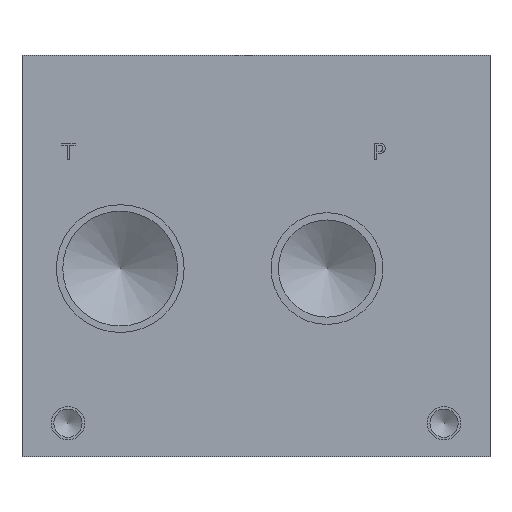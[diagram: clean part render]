
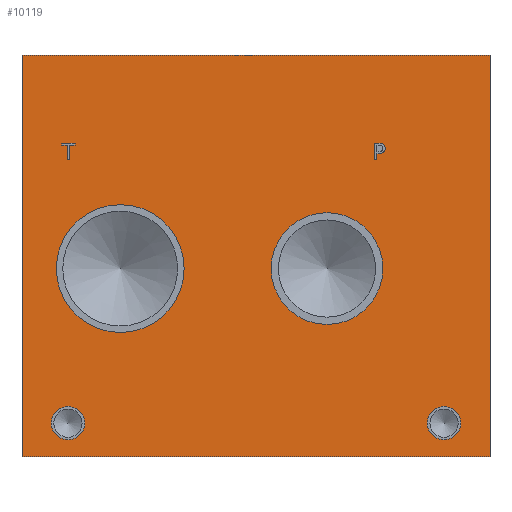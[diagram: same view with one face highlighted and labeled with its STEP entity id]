
A CAD part, left-side view. The second image highlights one B-rep face of the part: STEP entity #10119.
In plain terms, the highlighted planar face has unit normal (-1, 0, 0).
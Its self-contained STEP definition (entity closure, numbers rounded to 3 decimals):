
#96=CIRCLE('',#10668,24.282);
#97=CIRCLE('',#10669,24.282);
#98=CIRCLE('',#10670,21.234);
#99=CIRCLE('',#10671,21.234);
#100=CIRCLE('',#10672,6.35);
#101=CIRCLE('',#10673,6.35);
#102=CIRCLE('',#10674,6.35);
#103=CIRCLE('',#10675,6.35);
#267=FACE_BOUND('',#1275,.T.);
#268=FACE_BOUND('',#1276,.T.);
#269=FACE_BOUND('',#1277,.T.);
#270=FACE_BOUND('',#1278,.T.);
#271=FACE_BOUND('',#1279,.T.);
#272=FACE_BOUND('',#1280,.T.);
#375=PLANE('',#10667);
#724=FACE_OUTER_BOUND('',#1274,.T.);
#1274=EDGE_LOOP('',(#6833,#6834,#6835,#6836));
#1275=EDGE_LOOP('',(#6837,#6838));
#1276=EDGE_LOOP('',(#6839,#6840));
#1277=EDGE_LOOP('',(#6841,#6842));
#1278=EDGE_LOOP('',(#6843,#6844));
#1279=EDGE_LOOP('',(#6845,#6846,#6847,#6848,#6849,#6850,#6851,#6852));
#1280=EDGE_LOOP('',(#6853,#6854,#6855,#6856,#6857,#6858,#6859,#6860,#6861));
#1928=LINE('',#13793,#2941);
#1931=LINE('',#13799,#2944);
#1934=LINE('',#13805,#2947);
#1937=LINE('',#13811,#2950);
#1940=LINE('',#13817,#2953);
#1944=LINE('',#13860,#2957);
#1945=LINE('',#13862,#2958);
#1946=LINE('',#13864,#2959);
#1947=LINE('',#13865,#2960);
#1948=LINE('',#13884,#2961);
#1949=LINE('',#13886,#2962);
#1950=LINE('',#13888,#2963);
#1951=LINE('',#13890,#2964);
#1952=LINE('',#13892,#2965);
#1953=LINE('',#13894,#2966);
#1954=LINE('',#13896,#2967);
#1955=LINE('',#13897,#2968);
#2941=VECTOR('',#11349,10.);
#2944=VECTOR('',#11354,10.);
#2947=VECTOR('',#11359,10.);
#2950=VECTOR('',#11364,10.);
#2953=VECTOR('',#11369,10.);
#2957=VECTOR('',#11377,10.);
#2958=VECTOR('',#11378,10.);
#2959=VECTOR('',#11379,10.);
#2960=VECTOR('',#11380,10.);
#2961=VECTOR('',#11397,10.);
#2962=VECTOR('',#11398,10.);
#2963=VECTOR('',#11399,10.);
#2964=VECTOR('',#11400,10.);
#2965=VECTOR('',#11401,10.);
#2966=VECTOR('',#11402,10.);
#2967=VECTOR('',#11403,10.);
#2968=VECTOR('',#11404,10.);
#3902=B_SPLINE_CURVE_WITH_KNOTS('',2,(#13760,#13761,#13762,#13763),
 .UNSPECIFIED.,.F.,.F.,(3,1,3),(0.,1.,2.),.UNSPECIFIED.);
#3904=B_SPLINE_CURVE_WITH_KNOTS('',2,(#13781,#13782,#13783,#13784),
 .UNSPECIFIED.,.F.,.F.,(3,1,3),(0.,1.,2.),.UNSPECIFIED.);
#3906=B_SPLINE_CURVE_WITH_KNOTS('',2,(#13830,#13831,#13832,#13833),
 .UNSPECIFIED.,.F.,.F.,(3,1,3),(0.,1.,2.),.UNSPECIFIED.);
#3908=B_SPLINE_CURVE_WITH_KNOTS('',2,(#13848,#13849,#13850,#13851),
 .UNSPECIFIED.,.F.,.F.,(3,1,3),(0.,1.,2.),.UNSPECIFIED.);
#4222=VERTEX_POINT('',#13758);
#4223=VERTEX_POINT('',#13759);
#4226=VERTEX_POINT('',#13780);
#4228=VERTEX_POINT('',#13792);
#4230=VERTEX_POINT('',#13798);
#4232=VERTEX_POINT('',#13804);
#4234=VERTEX_POINT('',#13810);
#4236=VERTEX_POINT('',#13816);
#4238=VERTEX_POINT('',#13829);
#4240=VERTEX_POINT('',#13858);
#4241=VERTEX_POINT('',#13859);
#4242=VERTEX_POINT('',#13861);
#4243=VERTEX_POINT('',#13863);
#4244=VERTEX_POINT('',#13866);
#4245=VERTEX_POINT('',#13867);
#4246=VERTEX_POINT('',#13870);
#4247=VERTEX_POINT('',#13871);
#4248=VERTEX_POINT('',#13874);
#4249=VERTEX_POINT('',#13875);
#4250=VERTEX_POINT('',#13878);
#4251=VERTEX_POINT('',#13879);
#4252=VERTEX_POINT('',#13882);
#4253=VERTEX_POINT('',#13883);
#4254=VERTEX_POINT('',#13885);
#4255=VERTEX_POINT('',#13887);
#4256=VERTEX_POINT('',#13889);
#4257=VERTEX_POINT('',#13891);
#4258=VERTEX_POINT('',#13893);
#4259=VERTEX_POINT('',#13895);
#5255=EDGE_CURVE('',#4222,#4223,#3902,.T.);
#5259=EDGE_CURVE('',#4226,#4222,#3904,.T.);
#5262=EDGE_CURVE('',#4228,#4226,#1928,.T.);
#5265=EDGE_CURVE('',#4230,#4228,#1931,.T.);
#5268=EDGE_CURVE('',#4232,#4230,#1934,.T.);
#5271=EDGE_CURVE('',#4234,#4232,#1937,.T.);
#5274=EDGE_CURVE('',#4236,#4234,#1940,.T.);
#5277=EDGE_CURVE('',#4238,#4236,#3906,.T.);
#5280=EDGE_CURVE('',#4223,#4238,#3908,.T.);
#5282=EDGE_CURVE('',#4240,#4241,#1944,.T.);
#5283=EDGE_CURVE('',#4241,#4242,#1945,.T.);
#5284=EDGE_CURVE('',#4243,#4242,#1946,.T.);
#5285=EDGE_CURVE('',#4240,#4243,#1947,.T.);
#5286=EDGE_CURVE('',#4244,#4245,#96,.T.);
#5287=EDGE_CURVE('',#4245,#4244,#97,.T.);
#5288=EDGE_CURVE('',#4246,#4247,#98,.T.);
#5289=EDGE_CURVE('',#4247,#4246,#99,.T.);
#5290=EDGE_CURVE('',#4248,#4249,#100,.T.);
#5291=EDGE_CURVE('',#4249,#4248,#101,.T.);
#5292=EDGE_CURVE('',#4250,#4251,#102,.T.);
#5293=EDGE_CURVE('',#4251,#4250,#103,.T.);
#5294=EDGE_CURVE('',#4252,#4253,#1948,.T.);
#5295=EDGE_CURVE('',#4253,#4254,#1949,.T.);
#5296=EDGE_CURVE('',#4254,#4255,#1950,.T.);
#5297=EDGE_CURVE('',#4255,#4256,#1951,.T.);
#5298=EDGE_CURVE('',#4256,#4257,#1952,.T.);
#5299=EDGE_CURVE('',#4257,#4258,#1953,.T.);
#5300=EDGE_CURVE('',#4258,#4259,#1954,.T.);
#5301=EDGE_CURVE('',#4259,#4252,#1955,.T.);
#6833=ORIENTED_EDGE('',*,*,#5282,.T.);
#6834=ORIENTED_EDGE('',*,*,#5283,.T.);
#6835=ORIENTED_EDGE('',*,*,#5284,.F.);
#6836=ORIENTED_EDGE('',*,*,#5285,.F.);
#6837=ORIENTED_EDGE('',*,*,#5286,.T.);
#6838=ORIENTED_EDGE('',*,*,#5287,.T.);
#6839=ORIENTED_EDGE('',*,*,#5288,.T.);
#6840=ORIENTED_EDGE('',*,*,#5289,.T.);
#6841=ORIENTED_EDGE('',*,*,#5290,.T.);
#6842=ORIENTED_EDGE('',*,*,#5291,.T.);
#6843=ORIENTED_EDGE('',*,*,#5292,.T.);
#6844=ORIENTED_EDGE('',*,*,#5293,.T.);
#6845=ORIENTED_EDGE('',*,*,#5294,.T.);
#6846=ORIENTED_EDGE('',*,*,#5295,.T.);
#6847=ORIENTED_EDGE('',*,*,#5296,.T.);
#6848=ORIENTED_EDGE('',*,*,#5297,.T.);
#6849=ORIENTED_EDGE('',*,*,#5298,.T.);
#6850=ORIENTED_EDGE('',*,*,#5299,.T.);
#6851=ORIENTED_EDGE('',*,*,#5300,.T.);
#6852=ORIENTED_EDGE('',*,*,#5301,.T.);
#6853=ORIENTED_EDGE('',*,*,#5255,.T.);
#6854=ORIENTED_EDGE('',*,*,#5280,.T.);
#6855=ORIENTED_EDGE('',*,*,#5277,.T.);
#6856=ORIENTED_EDGE('',*,*,#5274,.T.);
#6857=ORIENTED_EDGE('',*,*,#5271,.T.);
#6858=ORIENTED_EDGE('',*,*,#5268,.T.);
#6859=ORIENTED_EDGE('',*,*,#5265,.T.);
#6860=ORIENTED_EDGE('',*,*,#5262,.T.);
#6861=ORIENTED_EDGE('',*,*,#5259,.T.);
#10119=ADVANCED_FACE('',(#724,#267,#268,#269,#270,#271,#272),#375,.T.);
#10667=AXIS2_PLACEMENT_3D('',#13857,#11375,#11376);
#10668=AXIS2_PLACEMENT_3D('',#13868,#11381,#11382);
#10669=AXIS2_PLACEMENT_3D('',#13869,#11383,#11384);
#10670=AXIS2_PLACEMENT_3D('',#13872,#11385,#11386);
#10671=AXIS2_PLACEMENT_3D('',#13873,#11387,#11388);
#10672=AXIS2_PLACEMENT_3D('',#13876,#11389,#11390);
#10673=AXIS2_PLACEMENT_3D('',#13877,#11391,#11392);
#10674=AXIS2_PLACEMENT_3D('',#13880,#11393,#11394);
#10675=AXIS2_PLACEMENT_3D('',#13881,#11395,#11396);
#11349=DIRECTION('',(0.,-1.,0.));
#11354=DIRECTION('',(0.,0.,1.));
#11359=DIRECTION('',(0.,1.,0.));
#11364=DIRECTION('',(0.,0.,-1.));
#11369=DIRECTION('',(0.,1.,0.));
#11375=DIRECTION('center_axis',(-1.,0.,0.));
#11376=DIRECTION('ref_axis',(0.,-1.,0.));
#11377=DIRECTION('',(0.,-1.,0.));
#11378=DIRECTION('',(0.,0.,1.));
#11379=DIRECTION('',(0.,-1.,0.));
#11380=DIRECTION('',(0.,0.,1.));
#11381=DIRECTION('center_axis',(1.,0.,0.));
#11382=DIRECTION('ref_axis',(0.,1.,0.));
#11383=DIRECTION('center_axis',(1.,0.,0.));
#11384=DIRECTION('ref_axis',(0.,1.,0.));
#11385=DIRECTION('center_axis',(1.,0.,0.));
#11386=DIRECTION('ref_axis',(0.,1.,0.));
#11387=DIRECTION('center_axis',(1.,0.,0.));
#11388=DIRECTION('ref_axis',(0.,1.,0.));
#11389=DIRECTION('center_axis',(1.,0.,0.));
#11390=DIRECTION('ref_axis',(0.,1.,0.));
#11391=DIRECTION('center_axis',(1.,0.,0.));
#11392=DIRECTION('ref_axis',(0.,1.,0.));
#11393=DIRECTION('center_axis',(1.,0.,0.));
#11394=DIRECTION('ref_axis',(0.,1.,0.));
#11395=DIRECTION('center_axis',(1.,0.,0.));
#11396=DIRECTION('ref_axis',(0.,1.,0.));
#11397=DIRECTION('',(0.,1.,0.));
#11398=DIRECTION('',(0.,0.,1.));
#11399=DIRECTION('',(0.,1.,0.));
#11400=DIRECTION('',(0.,0.,1.));
#11401=DIRECTION('',(0.,-1.,0.));
#11402=DIRECTION('',(0.,0.,-1.));
#11403=DIRECTION('',(0.,1.,0.));
#11404=DIRECTION('',(0.,0.,-1.));
#13758=CARTESIAN_POINT('',(0.,40.549,118.666));
#13759=CARTESIAN_POINT('',(0.,39.793,117.148));
#13760=CARTESIAN_POINT('Ctrl Pts',(0.,40.549,118.666));
#13761=CARTESIAN_POINT('Ctrl Pts',(0.,40.194,118.424));
#13762=CARTESIAN_POINT('Ctrl Pts',(0.,39.793,117.678));
#13763=CARTESIAN_POINT('Ctrl Pts',(0.,39.793,117.148));
#13780=CARTESIAN_POINT('',(0.,42.212,119.062));
#13781=CARTESIAN_POINT('Ctrl Pts',(0.,42.212,119.062));
#13782=CARTESIAN_POINT('Ctrl Pts',(0.,41.646,119.062));
#13783=CARTESIAN_POINT('Ctrl Pts',(0.,40.853,118.877));
#13784=CARTESIAN_POINT('Ctrl Pts',(0.,40.549,118.666));
#13792=CARTESIAN_POINT('',(0.,43.807,119.062));
#13793=CARTESIAN_POINT('',(0.,110.803,119.062));
#13798=CARTESIAN_POINT('',(0.,43.807,112.713));
#13799=CARTESIAN_POINT('',(0.,43.807,56.356));
#13804=CARTESIAN_POINT('',(0.,42.963,112.713));
#13805=CARTESIAN_POINT('',(0.,110.381,112.713));
#13810=CARTESIAN_POINT('',(0.,42.963,115.08));
#13811=CARTESIAN_POINT('',(0.,42.963,57.54));
#13816=CARTESIAN_POINT('',(0.,42.248,115.08));
#13817=CARTESIAN_POINT('',(0.,110.024,115.08));
#13829=CARTESIAN_POINT('',(0.,40.349,115.738));
#13830=CARTESIAN_POINT('Ctrl Pts',(0.,40.349,115.738));
#13831=CARTESIAN_POINT('Ctrl Pts',(0.,40.678,115.414));
#13832=CARTESIAN_POINT('Ctrl Pts',(0.,41.568,115.08));
#13833=CARTESIAN_POINT('Ctrl Pts',(0.,42.248,115.08));
#13848=CARTESIAN_POINT('Ctrl Pts',(0.,39.793,117.148));
#13849=CARTESIAN_POINT('Ctrl Pts',(0.,39.793,116.737));
#13850=CARTESIAN_POINT('Ctrl Pts',(0.,40.086,115.996));
#13851=CARTESIAN_POINT('Ctrl Pts',(0.,40.349,115.738));
#13857=CARTESIAN_POINT('Origin',(0.,177.8,0.));
#13858=CARTESIAN_POINT('',(0.,177.8,0.));
#13859=CARTESIAN_POINT('',(0.,0.,0.));
#13860=CARTESIAN_POINT('',(0.,177.8,0.));
#13861=CARTESIAN_POINT('',(0.,0.,152.4));
#13862=CARTESIAN_POINT('',(0.,0.,0.));
#13863=CARTESIAN_POINT('',(0.,177.8,152.4));
#13864=CARTESIAN_POINT('',(0.,177.8,152.4));
#13865=CARTESIAN_POINT('',(0.,177.8,0.));
#13866=CARTESIAN_POINT('',(0.,164.77,71.425));
#13867=CARTESIAN_POINT('',(0.,116.205,71.425));
#13868=CARTESIAN_POINT('Origin',(0.,140.487,71.425));
#13869=CARTESIAN_POINT('Origin',(0.,140.487,71.425));
#13870=CARTESIAN_POINT('',(0.,83.16,71.425));
#13871=CARTESIAN_POINT('',(0.,40.691,71.425));
#13872=CARTESIAN_POINT('Origin',(0.,61.925,71.425));
#13873=CARTESIAN_POINT('Origin',(0.,61.925,71.425));
#13874=CARTESIAN_POINT('',(0.,166.675,12.7));
#13875=CARTESIAN_POINT('',(0.,153.975,12.7));
#13876=CARTESIAN_POINT('Origin',(0.,160.325,12.7));
#13877=CARTESIAN_POINT('Origin',(0.,160.325,12.7));
#13878=CARTESIAN_POINT('',(0.,23.825,12.7));
#13879=CARTESIAN_POINT('',(0.,11.125,12.7));
#13880=CARTESIAN_POINT('Origin',(0.,17.475,12.7));
#13881=CARTESIAN_POINT('Origin',(0.,17.475,12.7));
#13882=CARTESIAN_POINT('',(0.,159.75,112.713));
#13883=CARTESIAN_POINT('',(0.,160.594,112.713));
#13884=CARTESIAN_POINT('',(0.,168.775,112.713));
#13885=CARTESIAN_POINT('',(0.,160.594,118.311));
#13886=CARTESIAN_POINT('',(0.,160.594,56.356));
#13887=CARTESIAN_POINT('',(0.,162.724,118.311));
#13888=CARTESIAN_POINT('',(0.,169.197,118.311));
#13889=CARTESIAN_POINT('',(0.,162.724,119.062));
#13890=CARTESIAN_POINT('',(0.,162.724,59.156));
#13891=CARTESIAN_POINT('',(0.,157.619,119.062));
#13892=CARTESIAN_POINT('',(0.,170.262,119.062));
#13893=CARTESIAN_POINT('',(0.,157.619,118.311));
#13894=CARTESIAN_POINT('',(0.,157.619,59.531));
#13895=CARTESIAN_POINT('',(0.,159.75,118.311));
#13896=CARTESIAN_POINT('',(0.,167.71,118.311));
#13897=CARTESIAN_POINT('',(0.,159.75,59.156));
